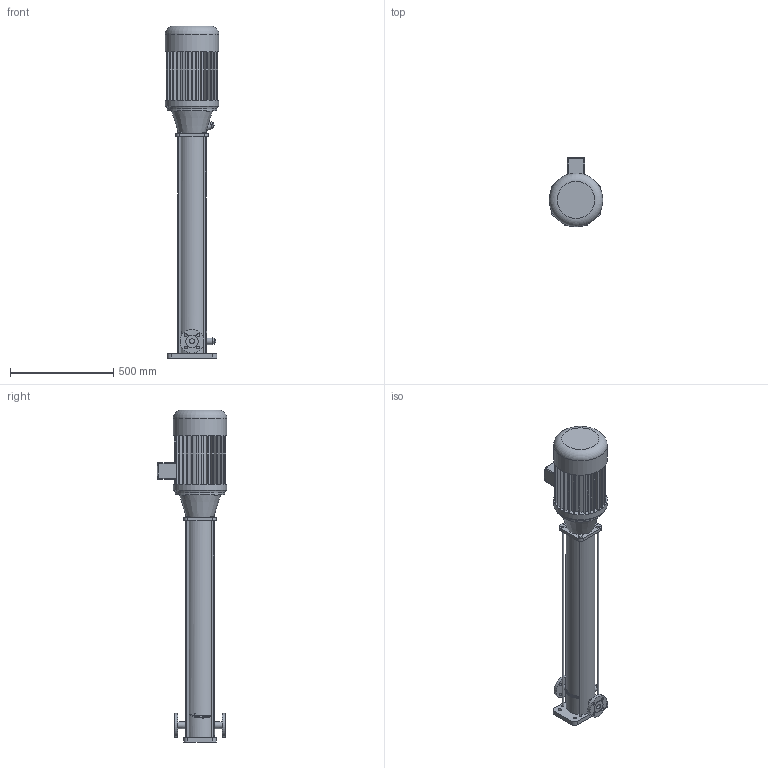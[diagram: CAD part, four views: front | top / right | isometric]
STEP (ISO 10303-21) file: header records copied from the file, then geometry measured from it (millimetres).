
FILE_DESCRIPTION(('STEP AP203'), '1');
FILE_NAME('曶笴 岈5-29...33', '', ('UNSPECIFIED'), ('UNSPECIFIED'), 'C3D Converter', 'C3D Toolkit', '');
FILE_SCHEMA(('CONFIG_CONTROL_DESIGN'));
Length unit declared in the file: millimetre
Bounding box: 260 x 338 x 1608 mm (x, y, z)
Volume: 39219806.1 mm3; surface area: 1511987.1 mm2
Topology: 1 solids, 1 shells, 455 faces, 1305 edges, 893 vertices
Faces by surface type: plane 312, cylinder 133, bspline 6, torus 2, cone 2
Full cylindrical faces by diameter (mm): 10 x4, 14 x12, 25 x2, 32 x4, 60 x2, 115 x2, 140 x1, 240 x1, 260 x2
Entity records: 20495 total; most frequent: CARTESIAN_POINT 5240, ORIENTED_EDGE 2380, DIRECTION 2309, EDGE_CURVE 1190, VERTEX_POINT 809, AXIS2_PLACEMENT_3D 772, LINE 765, VECTOR 765
